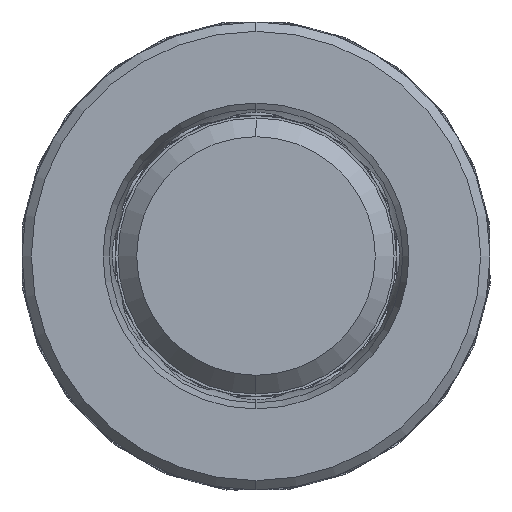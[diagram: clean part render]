
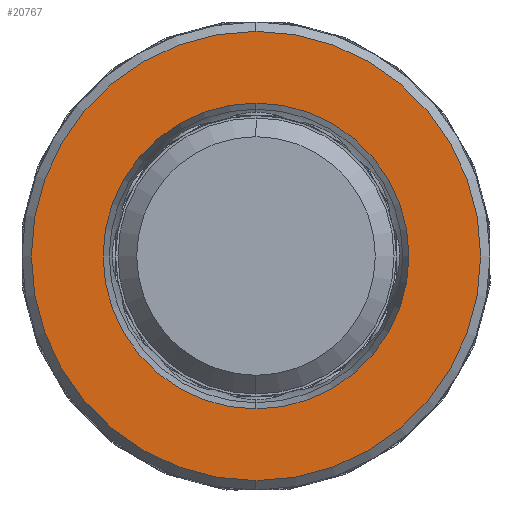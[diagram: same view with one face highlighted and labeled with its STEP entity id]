
A CAD part, front view. The second image highlights one B-rep face of the part: STEP entity #20767.
In plain terms, the highlighted planar face has unit normal (0, -1, 0).
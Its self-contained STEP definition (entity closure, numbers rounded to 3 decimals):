
#135 = EDGE_LOOP ( 'NONE', ( #1261, #19179 ) ) ;
#483 = PLANE ( 'NONE',  #13462 ) ;
#642 = CARTESIAN_POINT ( 'NONE',  ( 197.174, -6.032, 0. ) ) ;
#1261 = ORIENTED_EDGE ( 'NONE', *, *, #4975, .T. ) ;
#2023 = AXIS2_PLACEMENT_3D ( 'NONE', #2681, #21785, #15112 ) ;
#2318 = AXIS2_PLACEMENT_3D ( 'NONE', #18431, #14969, #18353 ) ;
#2670 = DIRECTION ( 'NONE',  ( 0., -1., 0. ) ) ;
#2681 = CARTESIAN_POINT ( 'NONE',  ( 221.174, -6.032, 0. ) ) ;
#2782 = CARTESIAN_POINT ( 'NONE',  ( 221.174, -6.032, -16.34 ) ) ;
#3350 = CIRCLE ( 'NONE', #17632, 16.34 ) ;
#3394 = VERTEX_POINT ( 'NONE', #19153 ) ;
#4707 = EDGE_CURVE ( 'NONE', #15669, #3394, #3350, .T. ) ;
#4975 = EDGE_CURVE ( 'NONE', #14653, #5326, #13720, .T. ) ;
#5041 = EDGE_CURVE ( 'NONE', #5326, #14653, #18603, .T. ) ;
#5326 = VERTEX_POINT ( 'NONE', #17509 ) ;
#5818 = AXIS2_PLACEMENT_3D ( 'NONE', #11058, #2670, #18199 ) ;
#6159 = EDGE_LOOP ( 'NONE', ( #16251, #14296 ) ) ;
#7264 = CARTESIAN_POINT ( 'NONE',  ( 221.174, -6.032, 24. ) ) ;
#7642 = DIRECTION ( 'NONE',  ( 0., 0., 1. ) ) ;
#8254 = EDGE_CURVE ( 'NONE', #3394, #15669, #16413, .T. ) ;
#8476 = FACE_BOUND ( 'NONE', #6159, .T. ) ;
#10359 = DIRECTION ( 'NONE',  ( 0., 0., -1. ) ) ;
#11058 = CARTESIAN_POINT ( 'NONE',  ( 221.174, -6.032, 0. ) ) ;
#12835 = DIRECTION ( 'NONE',  ( 0., 1., 0. ) ) ;
#13462 = AXIS2_PLACEMENT_3D ( 'NONE', #642, #12835, #7642 ) ;
#13720 = CIRCLE ( 'NONE', #2023, 24. ) ;
#14296 = ORIENTED_EDGE ( 'NONE', *, *, #8254, .F. ) ;
#14653 = VERTEX_POINT ( 'NONE', #7264 ) ;
#14969 = DIRECTION ( 'NONE',  ( 0., -1., 0. ) ) ;
#15112 = DIRECTION ( 'NONE',  ( 0., 0., -1. ) ) ;
#15669 = VERTEX_POINT ( 'NONE', #2782 ) ;
#15784 = DIRECTION ( 'NONE',  ( 0., -1., 0. ) ) ;
#16251 = ORIENTED_EDGE ( 'NONE', *, *, #4707, .F. ) ;
#16413 = CIRCLE ( 'NONE', #5818, 16.34 ) ;
#17509 = CARTESIAN_POINT ( 'NONE',  ( 221.174, -6.032, -24. ) ) ;
#17632 = AXIS2_PLACEMENT_3D ( 'NONE', #20769, #15784, #10359 ) ;
#18199 = DIRECTION ( 'NONE',  ( 0., 0., -1. ) ) ;
#18353 = DIRECTION ( 'NONE',  ( 0., 0., -1. ) ) ;
#18431 = CARTESIAN_POINT ( 'NONE',  ( 221.174, -6.032, 0. ) ) ;
#18603 = CIRCLE ( 'NONE', #2318, 24. ) ;
#19153 = CARTESIAN_POINT ( 'NONE',  ( 221.174, -6.032, 16.34 ) ) ;
#19179 = ORIENTED_EDGE ( 'NONE', *, *, #5041, .T. ) ;
#20767 = ADVANCED_FACE ( 'NONE', ( #8476, #21798 ), #483, .F. ) ;
#20769 = CARTESIAN_POINT ( 'NONE',  ( 221.174, -6.032, 0. ) ) ;
#21785 = DIRECTION ( 'NONE',  ( 0., -1., 0. ) ) ;
#21798 = FACE_OUTER_BOUND ( 'NONE', #135, .T. ) ;
